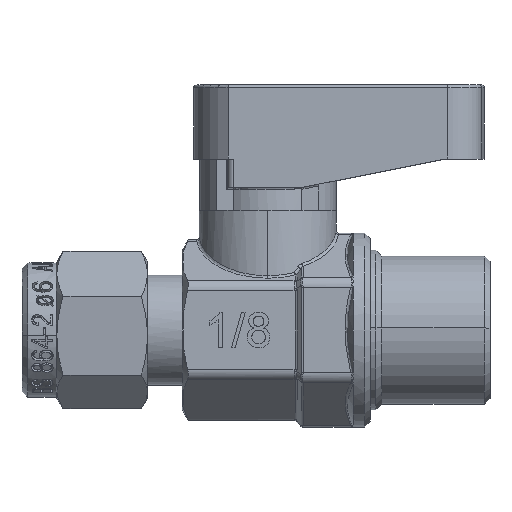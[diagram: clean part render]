
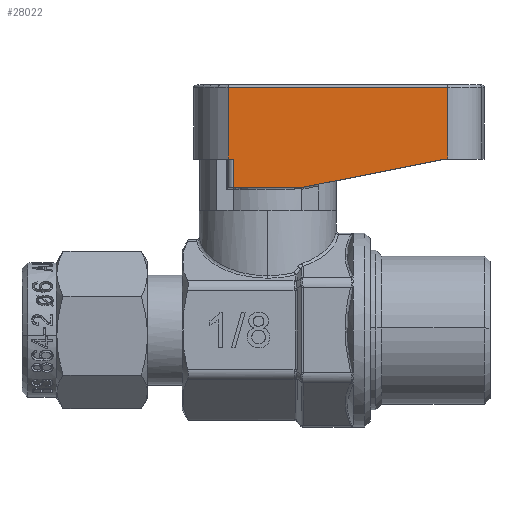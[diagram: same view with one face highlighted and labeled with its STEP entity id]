
A CAD part, top view. The second image highlights one B-rep face of the part: STEP entity #28022.
In plain terms, the highlighted planar face has unit normal (0, 0, 1).
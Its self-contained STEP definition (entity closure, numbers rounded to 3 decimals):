
#8791 = CARTESIAN_POINT ( 'NONE',  ( 20.68, 15., 5.5 ) ) ;
#8804 = DIRECTION ( 'NONE',  ( 0.981, 0.196, 0. ) ) ;
#8855 = DIRECTION ( 'NONE',  ( 0., -1., 0. ) ) ;
#8859 = CARTESIAN_POINT ( 'NONE',  ( 2.18, 12.5, 5.5 ) ) ;
#8885 = CARTESIAN_POINT ( 'NONE',  ( 1.68, 15., 5.5 ) ) ;
#8886 = DIRECTION ( 'NONE',  ( 1., 0., 0. ) ) ;
#8918 = DIRECTION ( 'NONE',  ( 1., 0., 0. ) ) ;
#8943 = CARTESIAN_POINT ( 'NONE',  ( 24.18, 15., 5.5 ) ) ;
#8957 = DIRECTION ( 'NONE',  ( 1., 0., 0. ) ) ;
#8959 = CARTESIAN_POINT ( 'NONE',  ( 1.716, 12.5, 5.5 ) ) ;
#9033 = CARTESIAN_POINT ( 'NONE',  ( 20.984, 12.5, 5.5 ) ) ;
#9034 = DIRECTION ( 'NONE',  ( 0., 1., 0. ) ) ;
#9044 = CARTESIAN_POINT ( 'NONE',  ( 1.716, 21.25, 5.5 ) ) ;
#9047 = DIRECTION ( 'NONE',  ( -1., 0., 0. ) ) ;
#9048 = CARTESIAN_POINT ( 'NONE',  ( 1.716, 12.5, 5.5 ) ) ;
#9049 = DIRECTION ( 'NONE',  ( 0., 1., 0. ) ) ;
#12991 = AXIS2_PLACEMENT_3D ( 'NONE', #14084, #14085, #14086 ) ;
#14076 = PLANE ( 'NONE',  #12991 ) ;
#14084 = CARTESIAN_POINT ( 'NONE',  ( 1.716, 12.5, 5.5 ) ) ;
#14085 = DIRECTION ( 'NONE',  ( 0., 0., 1. ) ) ;
#14086 = DIRECTION ( 'NONE',  ( 1., 0., 0. ) ) ;
#14881 = FACE_OUTER_BOUND ( 'NONE', #36988, .T. ) ;
#20248 = ORIENTED_EDGE ( 'NONE', *, *, #36534, .T. ) ;
#20249 = ORIENTED_EDGE ( 'NONE', *, *, #36536, .T. ) ;
#20250 = ORIENTED_EDGE ( 'NONE', *, *, #36538, .F. ) ;
#20251 = ORIENTED_EDGE ( 'NONE', *, *, #36474, .T. ) ;
#20252 = ORIENTED_EDGE ( 'NONE', *, *, #36462, .T. ) ;
#20253 = ORIENTED_EDGE ( 'NONE', *, *, #36518, .T. ) ;
#20254 = ORIENTED_EDGE ( 'NONE', *, *, #36435, .T. ) ;
#20255 = ORIENTED_EDGE ( 'NONE', *, *, #36503, .T. ) ;
#28022 = ADVANCED_FACE ( 'NONE', ( #14881 ), #14076, .T. ) ;
#28625 = VERTEX_POINT ( 'NONE', #50373 ) ;
#28626 = VERTEX_POINT ( 'NONE', #50374 ) ;
#28632 = VERTEX_POINT ( 'NONE', #50380 ) ;
#28643 = VERTEX_POINT ( 'NONE', #50391 ) ;
#33072 = VERTEX_POINT ( 'NONE', #43245 ) ;
#33083 = VERTEX_POINT ( 'NONE', #43255 ) ;
#33097 = VERTEX_POINT ( 'NONE', #43276 ) ;
#33099 = VERTEX_POINT ( 'NONE', #43279 ) ;
#36435 = EDGE_CURVE ( 'NONE', #28626, #28625, #45070, .T. ) ;
#36462 = EDGE_CURVE ( 'NONE', #28643, #28632, #45122, .T. ) ;
#36474 = EDGE_CURVE ( 'NONE', #33072, #28643, #45143, .T. ) ;
#36503 = EDGE_CURVE ( 'NONE', #28625, #33083, #45180, .T. ) ;
#36518 = EDGE_CURVE ( 'NONE', #28632, #28626, #45200, .T. ) ;
#36534 = EDGE_CURVE ( 'NONE', #33083, #33097, #45224, .T. ) ;
#36536 = EDGE_CURVE ( 'NONE', #33097, #33099, #45226, .T. ) ;
#36538 = EDGE_CURVE ( 'NONE', #33072, #33099, #45230, .T. ) ;
#36988 = EDGE_LOOP ( 'NONE', ( #20248, #20249, #20250, #20251, #20252, #20253, #20254, #20255 ) ) ;
#43245 = CARTESIAN_POINT ( 'NONE',  ( 1.716, 15., 5.5 ) ) ;
#43255 = CARTESIAN_POINT ( 'NONE',  ( 20.984, 15., 5.5 ) ) ;
#43276 = CARTESIAN_POINT ( 'NONE',  ( 20.984, 21.25, 5.5 ) ) ;
#43279 = CARTESIAN_POINT ( 'NONE',  ( 1.716, 21.25, 5.5 ) ) ;
#45070 = LINE ( 'NONE', #8791, #45089 ) ;
#45089 = VECTOR ( 'NONE', #8804, 1000. ) ;
#45122 = LINE ( 'NONE', #8859, #45130 ) ;
#45130 = VECTOR ( 'NONE', #8855, 1000. ) ;
#45143 = LINE ( 'NONE', #8885, #45147 ) ;
#45147 = VECTOR ( 'NONE', #8886, 1000. ) ;
#45180 = LINE ( 'NONE', #8943, #45184 ) ;
#45184 = VECTOR ( 'NONE', #8918, 1000. ) ;
#45200 = LINE ( 'NONE', #8959, #45204 ) ;
#45204 = VECTOR ( 'NONE', #8957, 1000. ) ;
#45224 = LINE ( 'NONE', #9033, #45228 ) ;
#45226 = LINE ( 'NONE', #9044, #45232 ) ;
#45228 = VECTOR ( 'NONE', #9034, 1000. ) ;
#45230 = LINE ( 'NONE', #9048, #45235 ) ;
#45232 = VECTOR ( 'NONE', #9047, 1000. ) ;
#45235 = VECTOR ( 'NONE', #9049, 1000. ) ;
#50373 = CARTESIAN_POINT ( 'NONE',  ( 20.68, 15., 5.5 ) ) ;
#50374 = CARTESIAN_POINT ( 'NONE',  ( 8.18, 12.5, 5.5 ) ) ;
#50380 = CARTESIAN_POINT ( 'NONE',  ( 2.18, 12.5, 5.5 ) ) ;
#50391 = CARTESIAN_POINT ( 'NONE',  ( 2.18, 15., 5.5 ) ) ;
